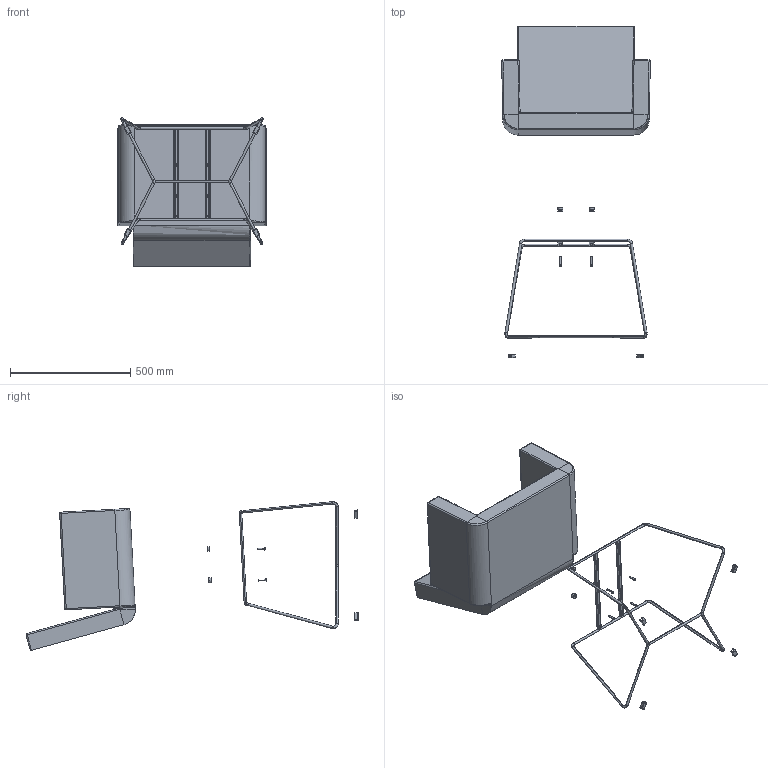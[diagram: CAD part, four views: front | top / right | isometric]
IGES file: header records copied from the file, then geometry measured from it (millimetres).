
Start section: SolidWorks IGES file using NURBS representation for surfaces
Global section: file name: MARSIGLIA P.IGS; native system: SolidWorks 2011; preprocessor: SolidWorks 2011; author: Alberto; date: 110510.110436; units: millimetre
Bounding box: 616.09 x 1377.78 x 616.9 mm (x, y, z)
Surface area: 3190379.6 mm2 (no closed solid volume)
Topology: 0 solids, 0 shells, 407 faces, 5269 edges, 5300 vertices
Faces by surface type: bspline 407
